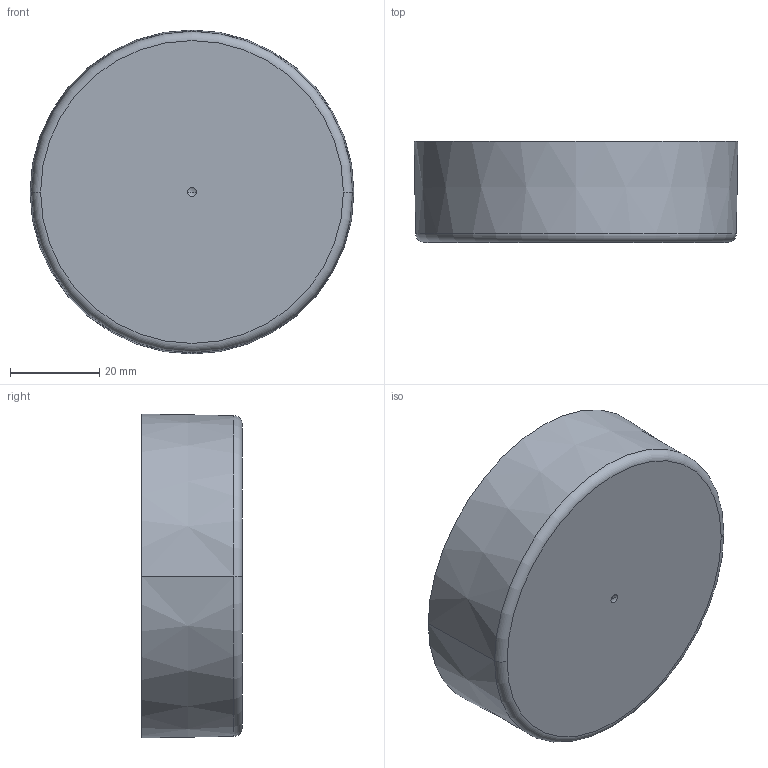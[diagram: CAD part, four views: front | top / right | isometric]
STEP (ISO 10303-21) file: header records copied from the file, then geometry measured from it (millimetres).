
FILE_DESCRIPTION((''),'2;1');
FILE_NAME('181633_ASM','2014-12-19T',('pdmadmin'),(''),'PRO/ENGINEER BY PARAMETRIC TECHNOLOGY CORPORATION, 2013230','PRO/ENGINEER BY PARAMETRIC TECHNOLOGY CORPORATION, 2013230','');
FILE_SCHEMA(('CONFIG_CONTROL_DESIGN'));
Length unit declared in the file: millimetre
Products named in the file (3): 157581; 181633_POTTING; 181633_ASM
Assembly tree (2 placements, depth 2):
  181633_ASM
    157581
    181633_POTTING
Bounding box: 72.5 x 22.6 x 72.5 mm (x, y, z)
Volume: 14761.6 mm3; surface area: 25653.9 mm2
Topology: 2 solids, 2 shells, 192 faces, 451 edges, 266 vertices
Faces by surface type: plane 112, cylinder 33, cone 13, torus 12, sphere 12, bspline 10
Entity records: 5797 total; most frequent: CARTESIAN_POINT 1405, ORIENTED_EDGE 894, DIRECTION 888, EDGE_CURVE 447, VECTOR 308, LINE 308, AXIS2_PLACEMENT_3D 290, VERTEX_POINT 266
